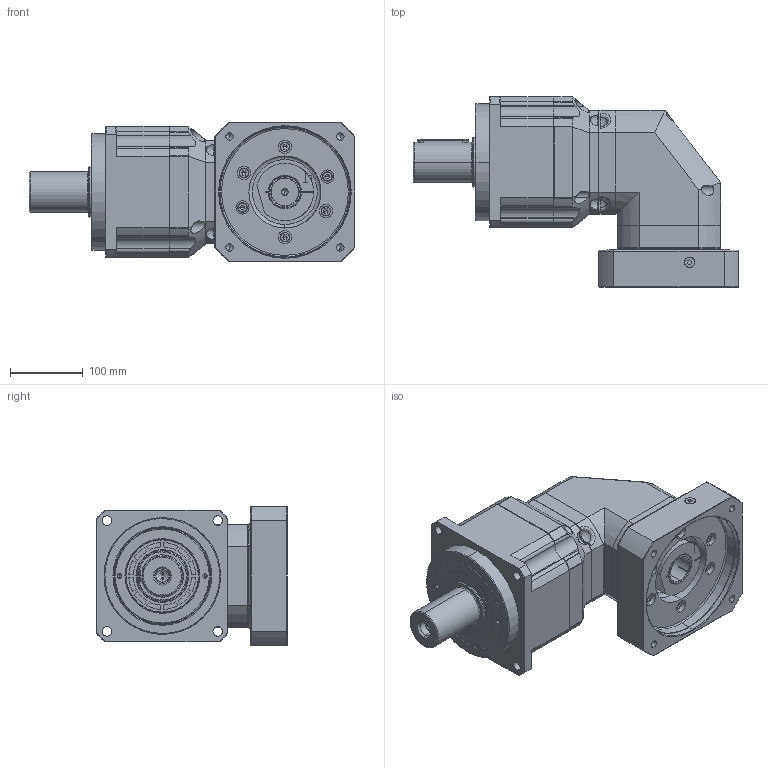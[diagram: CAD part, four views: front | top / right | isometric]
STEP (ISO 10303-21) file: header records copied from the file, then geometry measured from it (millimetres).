
FILE_DESCRIPTION (( 'STEP AP203' ), '1' );
FILE_NAME ('FABR180M-L2-S2-22-110-145-M8-72.STEP', '2022-03-23T00:21:35', ( 'User' ), ( 'China' ), 'SwSTEP 2.0', 'SolidWorks 2020', '' );
FILE_SCHEMA (( 'CONFIG_CONTROL_DESIGN' ));
Length unit declared in the file: millimetre
Products named in the file (16): 输入法兰FAB142M1-180-54-M12; 隅弇覃淕杶FAB180D; 一级内齿圈壳体FAB142正确; FABR180M-L2-S2-22-110-145-M8-72; 踡隅蹟隊M16x12_1; 输入轴FABR142M1-38; M10-20樓粟菜; 输出内齿圈壳体FAB180; 怀堤俴陎殤FAB180D; 蚐猾70X100X10; 输入端壳体FABR142M1; 珨撰眻褒眊极FABR142D; M8-16樓粟菜; A倰す瑩16X70; 怀堤傷褲极FABR142D; 输入轴锁紧环44X79X18(加螺丝)
Assembly tree (34 placements, depth 2):
  FABR180M-L2-S2-22-110-145-M8-72
    怀堤俴陎殤FAB180D
    A倰す瑩16X70
    输出内齿圈壳体FAB180
    隅弇覃淕杶FAB180D
    蚐猾70X100X10
    M10-20樓粟菜  x4
    一级内齿圈壳体FAB142正确
    怀堤傷褲极FABR142D
    珨撰眻褒眊极FABR142D
    M8-16樓粟菜  x17
    踡隅蹟隊M16x12_1
    输入端壳体FABR142M1
    输入法兰FAB142M1-180-54-M12
    输入轴FABR142M1-38
    输入轴锁紧环44X79X18(加螺丝)
Bounding box: 447 x 261.5 x 192 mm (x, y, z)
Volume: 9136295.7 mm3; surface area: 803243.2 mm2
Topology: 14 solids, 58 shells, 1450 faces, 3478 edges, 2185 vertices
Faces by surface type: cylinder 627, plane 519, cone 188, bspline 86, torus 30
Entity records: 33586 total; most frequent: CARTESIAN_POINT 9776, DIRECTION 4726, ORIENTED_EDGE 4344, EDGE_CURVE 2180, AXIS2_PLACEMENT_3D 1908, VERTEX_POINT 1400, EDGE_LOOP 1084, CIRCLE 1000
